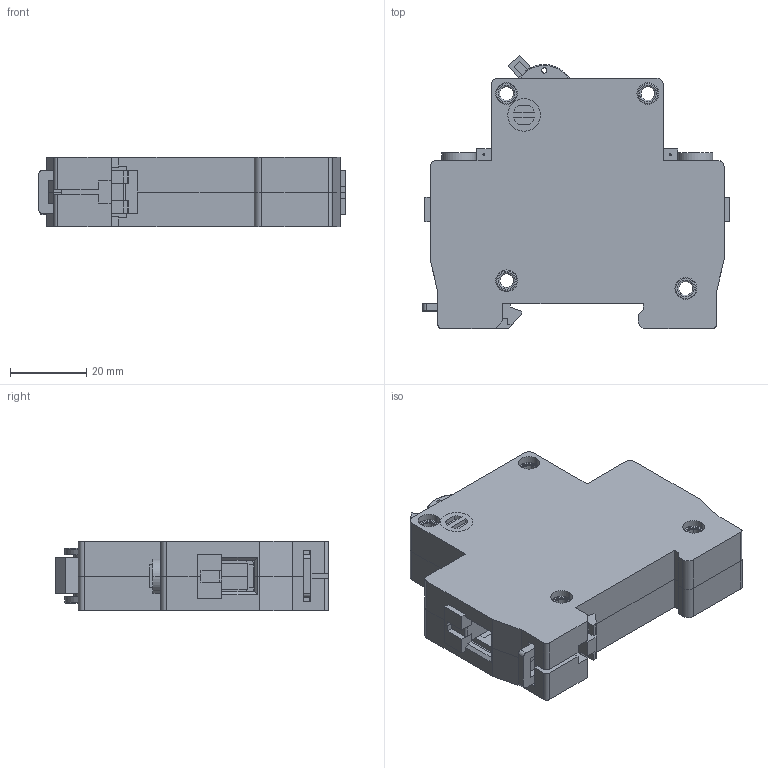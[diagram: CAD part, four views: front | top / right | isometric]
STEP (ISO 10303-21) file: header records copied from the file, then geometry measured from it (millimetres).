
FILE_DESCRIPTION (( 'STEP AP203' ), '1' );
FILE_NAME ('臍47-29-1(蟬32-1).STEP', '2014-03-14T06:20:21', ( 'admin' ), ( 'KEAZ' ), 'SwSTEP 2.0', 'SolidWorks 2007', '' );
FILE_SCHEMA (( 'CONFIG_CONTROL_DESIGN' ));
Length unit declared in the file: millimetre
Products named in the file (10): Ðó÷êà äëÿ ÂÀ47-29(2)_øàíãàí; 暑腩潢郷闷仁.745418.015; âñòàâ11_Ïî óìîë÷àíèþ; çàùåëêà1ï_Ïî óìîë÷àíèþ; Âèíò_ààà; çàêëåïêà_äëÿ_ÂÀ47-29(2)_ñáîðêà; 臍47-29-1(蟬32-1); Áîêîâèíà ïðàâàÿ2; Áîêîâèíà ëåâàÿ2; ч蜱齁罻
Assembly tree (16 placements, depth 2):
  臍47-29-1(蟬32-1)
    çàêëåïêà_äëÿ_ÂÀ47-29(2)_ñáîðêà  x4
    暑腩潢郷闷仁.745418.015  x2
    çàùåëêà1ï_Ïî óìîë÷àíèþ
    Áîêîâèíà ïðàâàÿ2
    ч蜱齁罻  x2
    Âèíò_ààà  x2
    Áîêîâèíà ëåâàÿ2
    âñòàâ11_Ïî óìîë÷àíèþ  x2
    Ðó÷êà äëÿ ÂÀ47-29(2)_øàíãàí
Bounding box: 80.3 x 71.5 x 18.2 mm (x, y, z)
Volume: 64718.9 mm3; surface area: 32468 mm2
Topology: 16 solids, 16 shells, 797 faces, 2081 edges, 1334 vertices
Faces by surface type: plane 540, cylinder 199, torus 58
Entity records: 18118 total; most frequent: CARTESIAN_POINT 3033, ORIENTED_EDGE 2892, DIRECTION 2884, EDGE_CURVE 1446, VECTOR 1066, LINE 1066, VERTEX_POINT 938, AXIS2_PLACEMENT_3D 909
